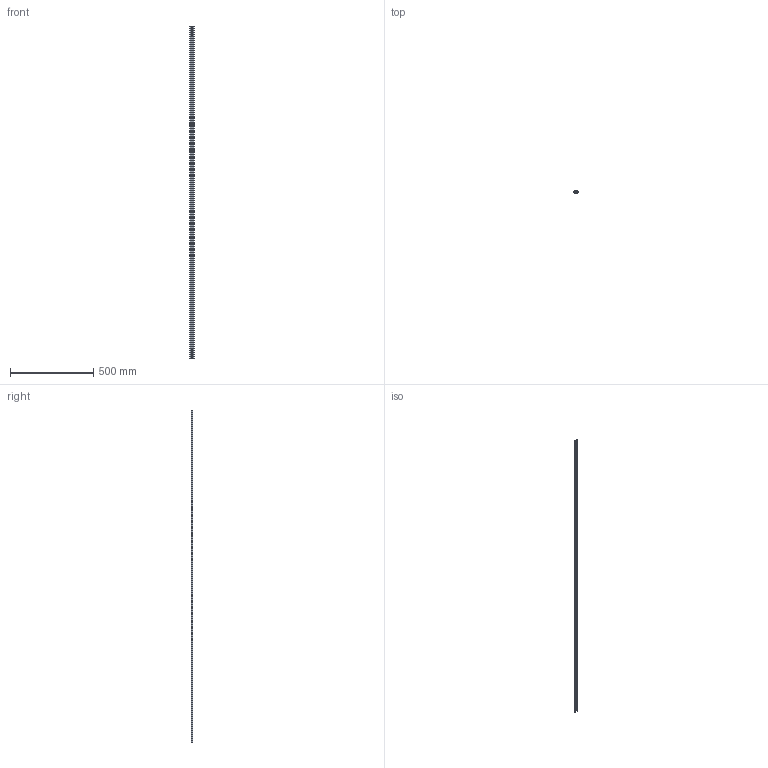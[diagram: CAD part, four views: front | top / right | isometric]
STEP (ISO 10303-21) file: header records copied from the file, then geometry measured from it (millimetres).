
FILE_DESCRIPTION((''),'2;1');
FILE_NAME('1108123','2012-07-02T',('AndreasKeweloh'),(''),'PRO/ENGINEER BY PARAMETRIC TECHNOLOGY CORPORATION, 2012130','PRO/ENGINEER BY PARAMETRIC TECHNOLOGY CORPORATION, 2012130','');
FILE_SCHEMA(('CONFIG_CONTROL_DESIGN'));
Length unit declared in the file: millimetre
Products named in the file (1): 1108123
Bounding box: 25 x 10 x 2000 mm (x, y, z)
Volume: 104408.9 mm3; surface area: 213185.8 mm2
Topology: 1 solids, 1 shells, 70 faces, 204 edges, 136 vertices
Faces by surface type: plane 38, cylinder 32
Entity records: 2418 total; most frequent: CARTESIAN_POINT 410, DIRECTION 408, ORIENTED_EDGE 408, EDGE_CURVE 204, VECTOR 140, LINE 140, VERTEX_POINT 136, AXIS2_PLACEMENT_3D 134
